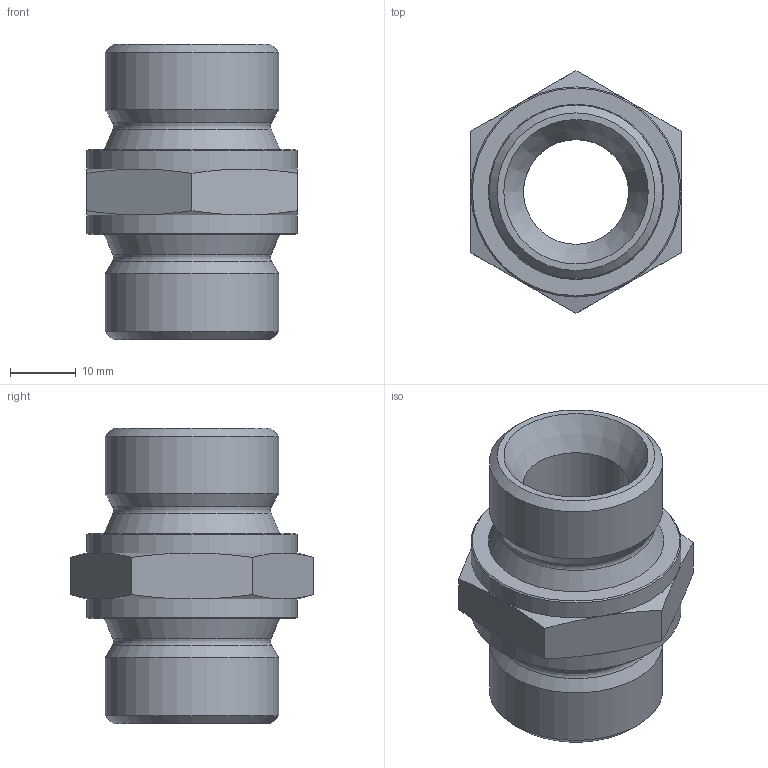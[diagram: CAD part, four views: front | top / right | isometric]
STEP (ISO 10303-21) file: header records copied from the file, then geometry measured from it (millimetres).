
FILE_DESCRIPTION((''),'2;1');
FILE_NAME('30206868.stp','2014-10-29T16:46:41',(''),('KNOMI spol. s r. o.'),'Autodesk Inventor 2012','Autodesk Inventor 2012','');
FILE_SCHEMA(('AUTOMOTIVE_DESIGN { 1 2 10303 214 0 1 1 1 }'));
Length unit declared in the file: millimetre
Products named in the file (1): PS2 G3/4"4"
Bounding box: 32 x 36.95 x 45 mm (x, y, z)
Volume: 17861.9 mm3; surface area: 7337.9 mm2
Topology: 1 solids, 1 shells, 39 faces, 82 edges, 47 vertices
Faces by surface type: cone 22, plane 10, cylinder 5, torus 2
Full cylindrical faces by diameter (mm): 16 x1, 26.411 x2, 32 x2
Entity records: 918 total; most frequent: CARTESIAN_POINT 194, DIRECTION 150, ORIENTED_EDGE 124, AXIS2_PLACEMENT_3D 72, EDGE_CURVE 62, EDGE_LOOP 60, VERTEX_POINT 44, FACE_OUTER_BOUND 39
